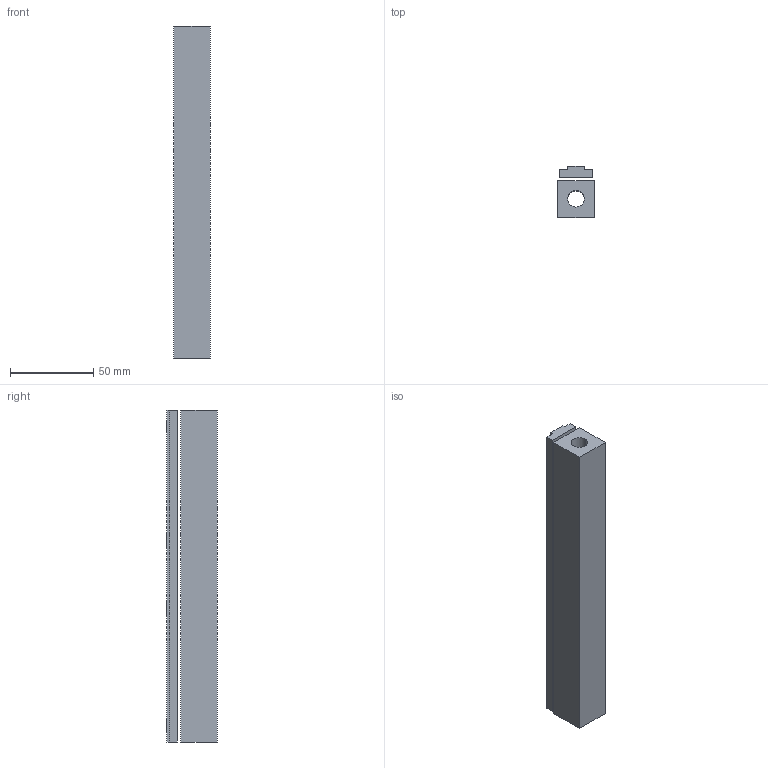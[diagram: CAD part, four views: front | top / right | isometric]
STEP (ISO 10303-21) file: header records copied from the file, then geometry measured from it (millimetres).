
FILE_DESCRIPTION(('Creo Elements/Direct Modeling STEP Export'),'2;1');
FILE_NAME('44.0105_Profillängsverbinder-MMS-44_200mm-M8.stp','2022-03-21T 9:02:15',(''),(''),'PTC Creo Elements/Direct Modeling STEP processor for AP214 (Solid Model)','PTC Creo Elements/Direct Modeling 19.0C 15-Aug-2015 (C) Parametric Technology GmbH','');
FILE_SCHEMA(('AUTOMOTIVE_DESIGN { 1 0 10303 214 1 1 1 1 }'));
Length unit declared in the file: millimetre
Products named in the file (4): Profilkern-MMS-44_200x22x22_96.4022_PX175473; Klemmschiene-MMS-44_200mm_96.4025_PX175456; Gewindestift-DIN913_M8x6-45H-verz_11010_PX175460.1; Profillängsverbinder-MMS-44_200mm-M8_44.0105_PX175474
Assembly tree (6 placements, depth 2):
  Profillängsverbinder-MMS-44_200mm-M8_44.0105_PX175474
    Gewindestift-DIN913_M8x6-45H-verz_11010_PX175460.1  x4
    Klemmschiene-MMS-44_200mm_96.4025_PX175456
    Profilkern-MMS-44_200x22x22_96.4022_PX175473
Bounding box: 22 x 30.5 x 200 mm (x, y, z)
Volume: 103750.3 mm3; surface area: 36986.7 mm2
Topology: 6 solids, 6 shells, 78 faces, 178 edges, 116 vertices
Faces by surface type: plane 52, cylinder 18, cone 8
Entity records: 1238 total; most frequent: CARTESIAN_POINT 189, ORIENTED_EDGE 188, DIRECTION 186, EDGE_CURVE 94, VECTOR 68, LINE 68, VERTEX_POINT 62, AXIS2_PLACEMENT_3D 59
